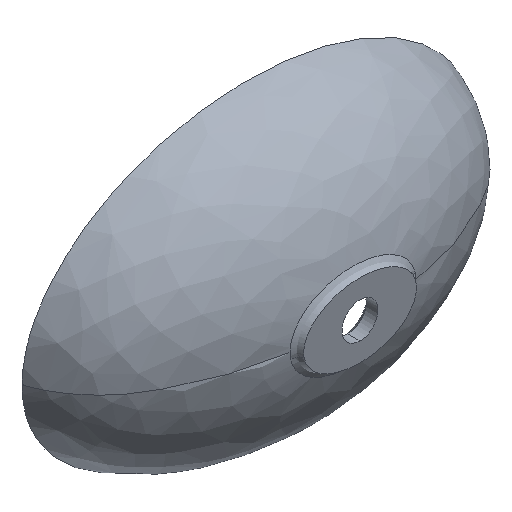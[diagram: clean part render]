
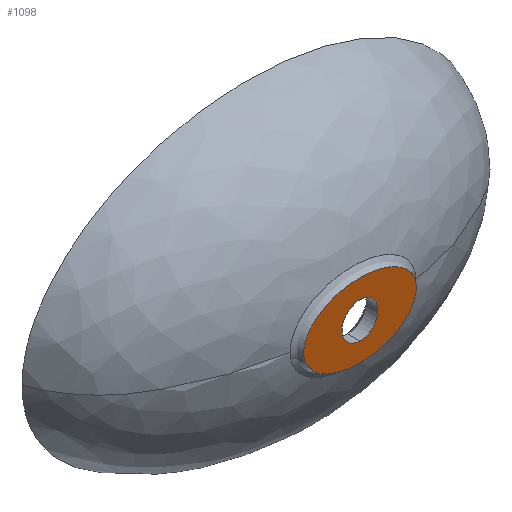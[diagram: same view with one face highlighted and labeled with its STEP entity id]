
A CAD part, isometric view. The second image highlights one B-rep face of the part: STEP entity #1098.
In plain terms, the highlighted planar face has unit normal (0, -1, 0).
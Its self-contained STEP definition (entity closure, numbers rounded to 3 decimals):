
#57 = ORIENTED_EDGE ( 'NONE', *, *, #1887, .T. ) ;
#448 = CARTESIAN_POINT ( 'NONE',  ( 0., -145., 23.04 ) ) ;
#499 = AXIS2_PLACEMENT_3D ( 'NONE', #2393, #2398, #2400 ) ;
#708 = FACE_BOUND ( 'NONE', #3675, .T. ) ;
#865 = CARTESIAN_POINT ( 'NONE',  ( -71.733, -145., -6.873 ) ) ;
#874 = PLANE ( 'NONE',  #2423 ) ;
#875 = CARTESIAN_POINT ( 'NONE',  ( -23., -145., 0. ) ) ;
#879 = DIRECTION ( 'NONE',  ( 0., -1., 0. ) ) ;
#885 = DIRECTION ( 'NONE',  ( -1., 0., 0. ) ) ;
#970 = VERTEX_POINT ( 'NONE', #865 ) ;
#996 = AXIS2_PLACEMENT_3D ( 'NONE', #2513, #2012, #3732 ) ;
#1000 = EDGE_LOOP ( 'NONE', ( #2563, #57 ) ) ;
#1098 = ADVANCED_FACE ( 'NONE', ( #708, #3065 ), #874, .T. ) ;
#1289 = EDGE_CURVE ( 'NONE', #2176, #3726, #4129, .T. ) ;
#1698 = CARTESIAN_POINT ( 'NONE',  ( 71.71, -145., 6.977 ) ) ;
#1702 = CIRCLE ( 'NONE', #499, 23.04 ) ;
#1703 = CARTESIAN_POINT ( 'NONE',  ( 72.233, -145., 4.672 ) ) ;
#1720 = CARTESIAN_POINT ( 'NONE',  ( 51.867, -145., -33.982 ) ) ;
#1727 = CARTESIAN_POINT ( 'NONE',  ( 63.554, -145., -23.959 ) ) ;
#1773 = CARTESIAN_POINT ( 'NONE',  ( 70.798, -145., -12.501 ) ) ;
#1795 = CARTESIAN_POINT ( 'NONE',  ( -71.733, -145., -6.873 ) ) ;
#1839 = CARTESIAN_POINT ( 'NONE',  ( 72.977, -145., -1.831 ) ) ;
#1887 = EDGE_CURVE ( 'NONE', #2734, #970, #3273, .T. ) ;
#1929 = CARTESIAN_POINT ( 'NONE',  ( -72.179, -145., 5.62 ) ) ;
#2012 = DIRECTION ( 'NONE',  ( 0., 1., 0. ) ) ;
#2093 = CARTESIAN_POINT ( 'NONE',  ( -71.733, -145., -6.873 ) ) ;
#2096 = CARTESIAN_POINT ( 'NONE',  ( -72.057, -145., -5.424 ) ) ;
#2100 = CARTESIAN_POINT ( 'NONE',  ( -72.311, -145., -3.756 ) ) ;
#2101 = CARTESIAN_POINT ( 'NONE',  ( -72.474, -145., -1.458 ) ) ;
#2105 = CARTESIAN_POINT ( 'NONE',  ( -72.5, -145., -0.625 ) ) ;
#2107 = CARTESIAN_POINT ( 'NONE',  ( -72.5, -145., 0. ) ) ;
#2112 = CARTESIAN_POINT ( 'NONE',  ( -72.5, -145., 0.625 ) ) ;
#2114 = CARTESIAN_POINT ( 'NONE',  ( -72.474, -145., 1.458 ) ) ;
#2120 = CARTESIAN_POINT ( 'NONE',  ( -70.315, -145., 13.265 ) ) ;
#2127 = CARTESIAN_POINT ( 'NONE',  ( -63.554, -145., 23.959 ) ) ;
#2129 = CARTESIAN_POINT ( 'NONE',  ( -51.867, -145., 33.982 ) ) ;
#2134 = CARTESIAN_POINT ( 'NONE',  ( -36.57, -145., 41.639 ) ) ;
#2153 = CARTESIAN_POINT ( 'NONE',  ( -19.08, -145., 46.385 ) ) ;
#2162 = CARTESIAN_POINT ( 'NONE',  ( 0., -145., 48.058 ) ) ;
#2167 = CARTESIAN_POINT ( 'NONE',  ( 19.08, -145., 46.385 ) ) ;
#2170 = CARTESIAN_POINT ( 'NONE',  ( 36.57, -145., 41.639 ) ) ;
#2176 = VERTEX_POINT ( 'NONE', #448 ) ;
#2183 = CARTESIAN_POINT ( 'NONE',  ( 63.554, -145., 23.959 ) ) ;
#2189 = CARTESIAN_POINT ( 'NONE',  ( 19.08, -145., -46.385 ) ) ;
#2203 = CARTESIAN_POINT ( 'NONE',  ( 0., -145., -48.058 ) ) ;
#2213 = CARTESIAN_POINT ( 'NONE',  ( -19.08, -145., -46.385 ) ) ;
#2216 = CARTESIAN_POINT ( 'NONE',  ( -36.57, -145., -41.639 ) ) ;
#2225 = CARTESIAN_POINT ( 'NONE',  ( -51.867, -145., -33.982 ) ) ;
#2228 = CARTESIAN_POINT ( 'NONE',  ( -63.554, -145., -23.959 ) ) ;
#2232 = CARTESIAN_POINT ( 'NONE',  ( -69.465, -145., -14.61 ) ) ;
#2242 = CARTESIAN_POINT ( 'NONE',  ( -71.322, -145., -8.716 ) ) ;
#2393 = CARTESIAN_POINT ( 'NONE',  ( 0., -145., 0. ) ) ;
#2398 = DIRECTION ( 'NONE',  ( 0., 1., 0. ) ) ;
#2400 = DIRECTION ( 'NONE',  ( 0., 0., 1. ) ) ;
#2412 = CARTESIAN_POINT ( 'NONE',  ( 0., -145., -23.04 ) ) ;
#2423 = AXIS2_PLACEMENT_3D ( 'NONE', #875, #879, #885 ) ;
#2446 = ORIENTED_EDGE ( 'NONE', *, *, #1289, .T. ) ;
#2513 = CARTESIAN_POINT ( 'NONE',  ( 0., -145., 0. ) ) ;
#2550 = CARTESIAN_POINT ( 'NONE',  ( 51.867, -145., 33.982 ) ) ;
#2563 = ORIENTED_EDGE ( 'NONE', *, *, #2615, .T. ) ;
#2615 = EDGE_CURVE ( 'NONE', #970, #2734, #2917, .T. ) ;
#2734 = VERTEX_POINT ( 'NONE', #3980 ) ;
#2917 = B_SPLINE_CURVE_WITH_KNOTS ( 'NONE', 3,
 ( #1795, #2242, #2232, #2228, #2225, #2216, #2213, #2203, #2189, #3017, #1720, #1727, #1773, #1839, #1703, #1698 ),
 .UNSPECIFIED., .F., .F.,
 ( 4, 1, 1, 1, 1, 1, 1, 1, 1, 1, 1, 1, 1, 4 ),
 ( 0.023, 0.042, 0.083, 0.125, 0.167, 0.208, 0.25, 0.292, 0.333, 0.375, 0.417, 0.458, 0.5, 0.523 ),
 .UNSPECIFIED. ) ;
#3017 = CARTESIAN_POINT ( 'NONE',  ( 36.57, -145., -41.639 ) ) ;
#3065 = FACE_OUTER_BOUND ( 'NONE', #1000, .T. ) ;
#3210 = EDGE_CURVE ( 'NONE', #3726, #2176, #1702, .T. ) ;
#3273 = B_SPLINE_CURVE_WITH_KNOTS ( 'NONE', 3,
 ( #3737, #3899, #3740, #2183, #2550, #2170, #2167, #2162, #2153, #2134, #2129, #2127, #2120, #1929, #2114, #2112, #2107, #2105, #2101, #2100, #2096, #2093 ),
 .UNSPECIFIED., .F., .F.,
 ( 4, 1, 1, 1, 1, 1, 1, 1, 1, 1, 1, 1, 1, 1, 3, 1, 1, 4 ),
 ( 0.523, 0.542, 0.583, 0.625, 0.667, 0.708, 0.75, 0.792, 0.833, 0.875, 0.917, 0.958, 0.992, 0.994, 1., 1.006, 1.008, 1.023 ),
 .UNSPECIFIED. ) ;
#3675 = EDGE_LOOP ( 'NONE', ( #2446, #4012 ) ) ;
#3726 = VERTEX_POINT ( 'NONE', #2412 ) ;
#3732 = DIRECTION ( 'NONE',  ( 0., 0., 1. ) ) ;
#3737 = CARTESIAN_POINT ( 'NONE',  ( 71.71, -145., 6.977 ) ) ;
#3740 = CARTESIAN_POINT ( 'NONE',  ( 69.444, -145., 14.642 ) ) ;
#3899 = CARTESIAN_POINT ( 'NONE',  ( 71.3, -145., 8.784 ) ) ;
#3980 = CARTESIAN_POINT ( 'NONE',  ( 71.71, -145., 6.977 ) ) ;
#4012 = ORIENTED_EDGE ( 'NONE', *, *, #3210, .T. ) ;
#4129 = CIRCLE ( 'NONE', #996, 23.04 ) ;
